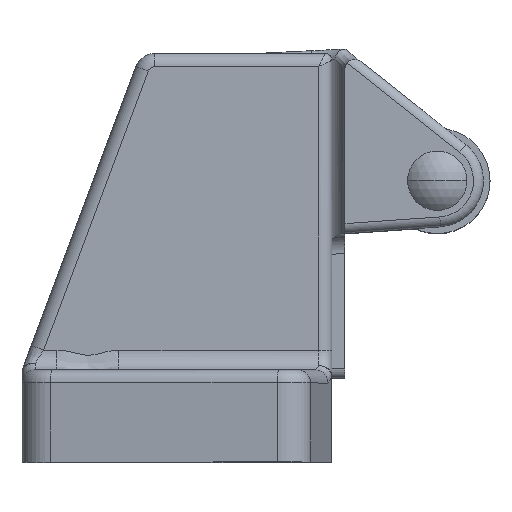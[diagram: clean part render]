
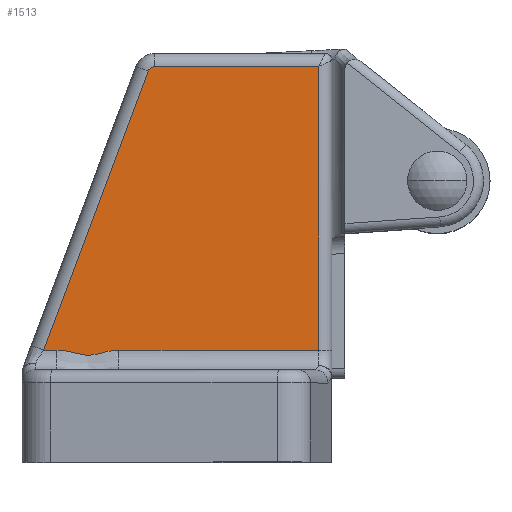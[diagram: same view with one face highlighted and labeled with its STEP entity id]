
A CAD part, top view. The second image highlights one B-rep face of the part: STEP entity #1513.
In plain terms, the highlighted face is planar.
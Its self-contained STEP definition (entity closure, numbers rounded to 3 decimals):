
#20 = CARTESIAN_POINT ( 'NONE',  ( -26.002, -21.5, 16.298 ) ) ;
#163 = EDGE_CURVE ( 'NONE', #9629, #8494, #4318, .T. ) ;
#185 = LINE ( 'NONE', #10223, #4379 ) ;
#200 = DIRECTION ( 'NONE',  ( 1., 0., 0. ) ) ;
#233 = CARTESIAN_POINT ( 'NONE',  ( -20.957, -21.5, 16.543 ) ) ;
#236 = CARTESIAN_POINT ( 'NONE',  ( 16., -21.5, 62. ) ) ;
#270 = CARTESIAN_POINT ( 'NONE',  ( -14.711, -21.5, 17. ) ) ;
#496 = VECTOR ( 'NONE', #7650, 1000. ) ;
#557 = ORIENTED_EDGE ( 'NONE', *, *, #2840, .T. ) ;
#705 = LINE ( 'NONE', #2789, #5149 ) ;
#807 = ORIENTED_EDGE ( 'NONE', *, *, #6970, .T. ) ;
#815 = CARTESIAN_POINT ( 'NONE',  ( -9.857, -21.5, 59.351 ) ) ;
#864 = CARTESIAN_POINT ( 'NONE',  ( 18., -21.5, 14. ) ) ;
#990 = CARTESIAN_POINT ( 'NONE',  ( -14.31, -21.5, 17. ) ) ;
#1081 = CARTESIAN_POINT ( 'NONE',  ( -19.798, -21.5, 16.287 ) ) ;
#1281 = DIRECTION ( 'NONE',  ( 0., -1., 0. ) ) ;
#1480 = B_SPLINE_CURVE_WITH_KNOTS ( 'NONE', 3,
 ( #5245, #3568, #8580, #233, #6097, #1081, #6938, #1926, #7766, #2766, #8619, #3606, #9456, #4431, #10302, #5285, #270, #6140 ),
 .UNSPECIFIED., .F., .F.,
 ( 4, 2, 2, 2, 2, 2, 2, 2, 4 ),
 ( 0., 0.002, 0.004, 0.005, 0.005, 0.006, 0.007, 0.008, 0.01 ),
 .UNSPECIFIED. ) ;
#1513 = ADVANCED_FACE ( 'NONE', ( #2208 ), #6715, .T. ) ;
#1524 = CARTESIAN_POINT ( 'NONE',  ( 16., -21.5, 60. ) ) ;
#1573 = VECTOR ( 'NONE', #3367, 1000. ) ;
#1612 = VERTEX_POINT ( 'NONE', #5433 ) ;
#1926 = CARTESIAN_POINT ( 'NONE',  ( -18.822, -21.5, 16.235 ) ) ;
#2208 = FACE_OUTER_BOUND ( 'NONE', #5405, .T. ) ;
#2712 = LINE ( 'NONE', #3489, #496 ) ;
#2762 = ORIENTED_EDGE ( 'NONE', *, *, #8010, .T. ) ;
#2766 = CARTESIAN_POINT ( 'NONE',  ( -18.232, -21.5, 16.289 ) ) ;
#2789 = CARTESIAN_POINT ( 'NONE',  ( 18., -21.5, 17. ) ) ;
#2840 = EDGE_CURVE ( 'NONE', #1612, #9629, #7573, .T. ) ;
#3367 = DIRECTION ( 'NONE',  ( -0.351, 0., -0.936 ) ) ;
#3373 = VERTEX_POINT ( 'NONE', #6995 ) ;
#3489 = CARTESIAN_POINT ( 'NONE',  ( -8.921, -21.5, 60. ) ) ;
#3568 = CARTESIAN_POINT ( 'NONE',  ( -22.887, -21.5, 17. ) ) ;
#3606 = CARTESIAN_POINT ( 'NONE',  ( -17.447, -21.5, 16.437 ) ) ;
#3980 = ORIENTED_EDGE ( 'NONE', *, *, #163, .T. ) ;
#4062 = CARTESIAN_POINT ( 'NONE',  ( -25.739, -21.5, 17. ) ) ;
#4224 = DIRECTION ( 'NONE',  ( 0., -1., 0. ) ) ;
#4318 = LINE ( 'NONE', #20, #1573 ) ;
#4379 = VECTOR ( 'NONE', #200, 1000. ) ;
#4431 = CARTESIAN_POINT ( 'NONE',  ( -16.286, -21.5, 16.732 ) ) ;
#4930 = EDGE_CURVE ( 'NONE', #6349, #1612, #2712, .T. ) ;
#5149 = VECTOR ( 'NONE', #7787, 1000. ) ;
#5245 = CARTESIAN_POINT ( 'NONE',  ( -23.69, -21.5, 17. ) ) ;
#5285 = CARTESIAN_POINT ( 'NONE',  ( -15.112, -21.5, 16.958 ) ) ;
#5405 = EDGE_LOOP ( 'NONE', ( #807, #6490, #10091, #557, #3980, #2762, #7036 ) ) ;
#5433 = CARTESIAN_POINT ( 'NONE',  ( -8.921, -21.5, 60. ) ) ;
#5856 = CARTESIAN_POINT ( 'NONE',  ( -23.69, -21.5, 17. ) ) ;
#5992 = EDGE_CURVE ( 'NONE', #3373, #6349, #7924, .T. ) ;
#6097 = CARTESIAN_POINT ( 'NONE',  ( -20.572, -21.5, 16.441 ) ) ;
#6100 = DIRECTION ( 'NONE',  ( 0., 0., 1. ) ) ;
#6140 = CARTESIAN_POINT ( 'NONE',  ( -14.31, -21.5, 17. ) ) ;
#6298 = CARTESIAN_POINT ( 'NONE',  ( -8.921, -21.5, 59. ) ) ;
#6349 = VERTEX_POINT ( 'NONE', #1524 ) ;
#6490 = ORIENTED_EDGE ( 'NONE', *, *, #5992, .T. ) ;
#6715 = PLANE ( 'NONE',  #9461 ) ;
#6938 = CARTESIAN_POINT ( 'NONE',  ( -19.41, -21.5, 16.238 ) ) ;
#6970 = EDGE_CURVE ( 'NONE', #9648, #3373, #185, .T. ) ;
#6995 = CARTESIAN_POINT ( 'NONE',  ( 16., -21.5, 17. ) ) ;
#7026 = EDGE_CURVE ( 'NONE', #8545, #9648, #1480, .T. ) ;
#7036 = ORIENTED_EDGE ( 'NONE', *, *, #7026, .T. ) ;
#7131 = DIRECTION ( 'NONE',  ( 0., 0., -1. ) ) ;
#7573 = CIRCLE ( 'NONE', #9706, 1. ) ;
#7650 = DIRECTION ( 'NONE',  ( -1., 0., 0. ) ) ;
#7766 = CARTESIAN_POINT ( 'NONE',  ( -18.626, -21.5, 16.246 ) ) ;
#7787 = DIRECTION ( 'NONE',  ( 1., 0., 0. ) ) ;
#7924 = LINE ( 'NONE', #236, #9889 ) ;
#8010 = EDGE_CURVE ( 'NONE', #8494, #8545, #705, .T. ) ;
#8494 = VERTEX_POINT ( 'NONE', #4062 ) ;
#8545 = VERTEX_POINT ( 'NONE', #5856 ) ;
#8580 = CARTESIAN_POINT ( 'NONE',  ( -22.112, -21.5, 16.831 ) ) ;
#8619 = CARTESIAN_POINT ( 'NONE',  ( -18.034, -21.5, 16.321 ) ) ;
#9456 = CARTESIAN_POINT ( 'NONE',  ( -17.061, -21.5, 16.538 ) ) ;
#9461 = AXIS2_PLACEMENT_3D ( 'NONE', #864, #4224, #10083 ) ;
#9629 = VERTEX_POINT ( 'NONE', #815 ) ;
#9648 = VERTEX_POINT ( 'NONE', #990 ) ;
#9706 = AXIS2_PLACEMENT_3D ( 'NONE', #6298, #1281, #7131 ) ;
#9889 = VECTOR ( 'NONE', #6100, 1000. ) ;
#10083 = DIRECTION ( 'NONE',  ( 0., 0., -1. ) ) ;
#10091 = ORIENTED_EDGE ( 'NONE', *, *, #4930, .T. ) ;
#10223 = CARTESIAN_POINT ( 'NONE',  ( 18., -21.5, 17. ) ) ;
#10302 = CARTESIAN_POINT ( 'NONE',  ( -15.898, -21.5, 16.824 ) ) ;
